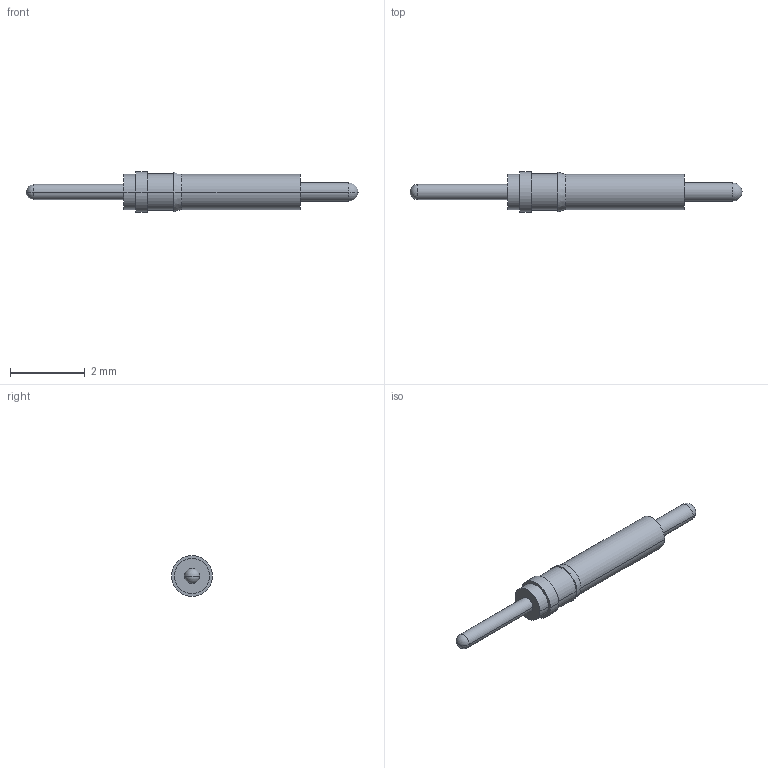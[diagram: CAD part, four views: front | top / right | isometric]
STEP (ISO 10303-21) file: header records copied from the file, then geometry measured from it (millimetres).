
FILE_DESCRIPTION (( 'STEP AP214' ), '1' );
FILE_NAME ('4ACCAAAA-08C2-4173-A364-E4B14028A0CE.STEP', '2022-07-14T21:05:55', ( '' ), ( '' ), 'SwSTEP 2.0', 'SolidWorks 2022', '' );
FILE_SCHEMA (( 'AUTOMOTIVE_DESIGN' ));
Length unit declared in the file: inch
Products named in the file (1): 4ACCAAAA-08C2-4173-A364-E4B14028A0CE
Bounding box: 8.89 x 1.09 x 1.09 mm (x, y, z)
Volume: 4 mm3; surface area: 21.6 mm2
Topology: 1 solids, 1 shells, 23 faces, 52 edges, 32 vertices
Faces by surface type: cylinder 12, plane 5, sphere 4, cone 2
Entity records: 636 total; most frequent: DIRECTION 122, CARTESIAN_POINT 96, ORIENTED_EDGE 88, AXIS2_PLACEMENT_3D 54, EDGE_CURVE 44, CIRCLE 30, VERTEX_POINT 28, EDGE_LOOP 28
